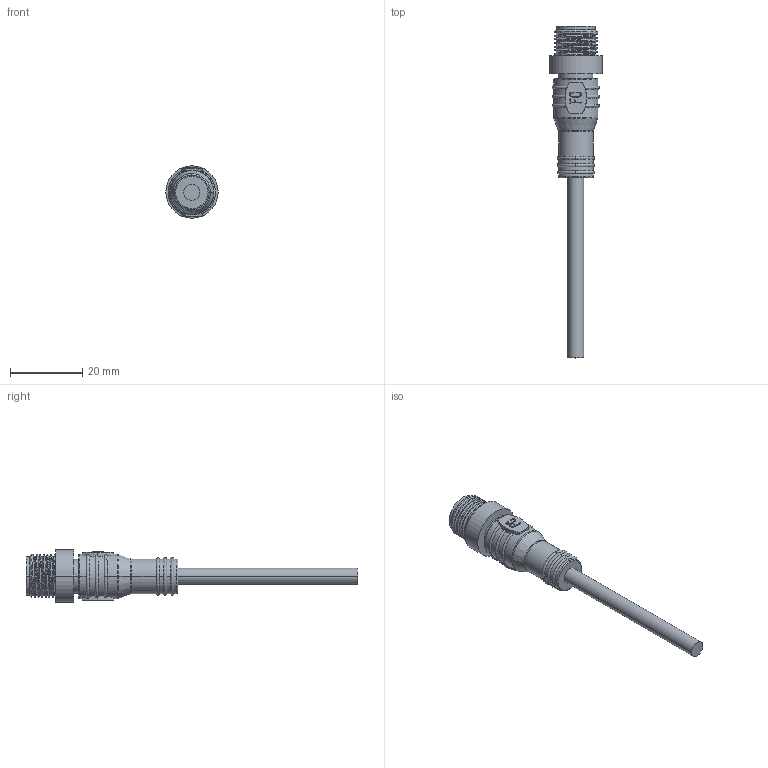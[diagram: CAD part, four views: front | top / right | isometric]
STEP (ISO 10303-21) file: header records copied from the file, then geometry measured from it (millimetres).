
FILE_DESCRIPTION (( 'STEP AP203' ), '1' );
FILE_NAME ('P98.STEP', '2020-03-31T03:29:01', ( 'edpusr' ), ( 'Microsoft' ), 'SwSTEP 2.0', 'SolidWorks 2015', '' );
FILE_SCHEMA (( 'CONFIG_CONTROL_DESIGN' ));
Length unit declared in the file: millimetre
Products named in the file (1): P98
Bounding box: 14.5 x 92.1 x 14.5 mm (x, y, z)
Volume: 4760 mm3; surface area: 3252.3 mm2
Topology: 1 solids, 1 shells, 176 faces, 477 edges, 303 vertices
Faces by surface type: cylinder 62, plane 57, bspline 29, torus 21, cone 7
Entity records: 8514 total; most frequent: CARTESIAN_POINT 4280, ORIENTED_EDGE 926, DIRECTION 801, EDGE_CURVE 463, VERTEX_POINT 303, AXIS2_PLACEMENT_3D 296, LINE 209, VECTOR 209
